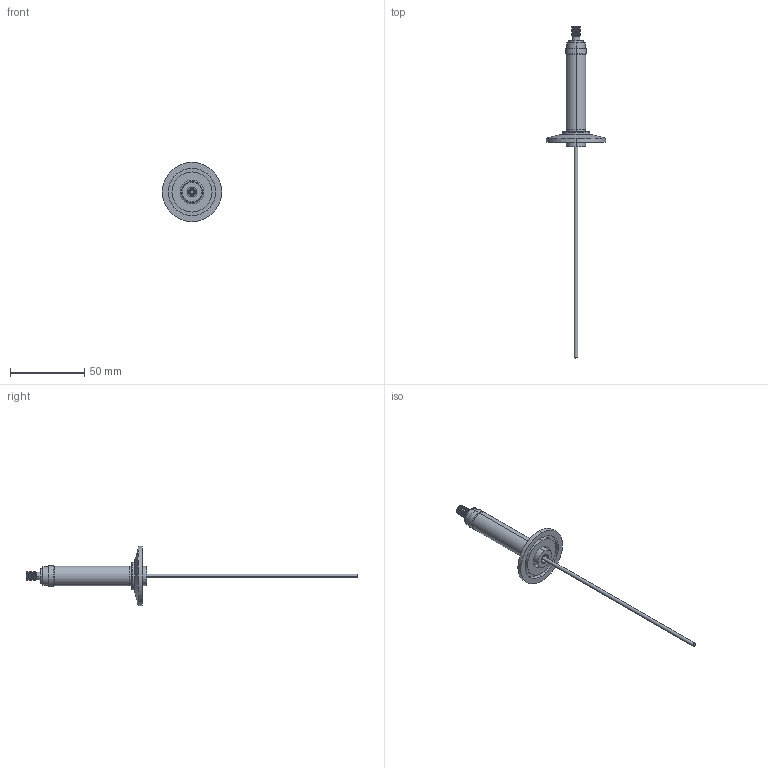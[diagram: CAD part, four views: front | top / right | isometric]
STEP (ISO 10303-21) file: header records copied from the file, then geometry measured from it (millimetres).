
FILE_DESCRIPTION (( 'STEP AP203' ), '1' );
FILE_NAME ('A5743-2-QF.STEP', '2013-06-11T11:43:16', ( '' ), ( '' ), 'SwSTEP 2.0', 'SolidWorks 2012', '' );
FILE_SCHEMA (( 'CONFIG_CONTROL_DESIGN' ));
Length unit declared in the file: inch
Products named in the file (1): A5743-2-QF
Bounding box: 39.88 x 223.9 x 39.88 mm (x, y, z)
Volume: 12017.5 mm3; surface area: 10622.8 mm2
Topology: 1 solids, 1 shells, 122 faces, 278 edges, 176 vertices
Faces by surface type: cone 48, cylinder 42, plane 20, bspline 12
Entity records: 3861 total; most frequent: CARTESIAN_POINT 915, DIRECTION 680, ORIENTED_EDGE 556, AXIS2_PLACEMENT_3D 295, EDGE_CURVE 278, CIRCLE 184, VERTEX_POINT 176, EDGE_LOOP 140
